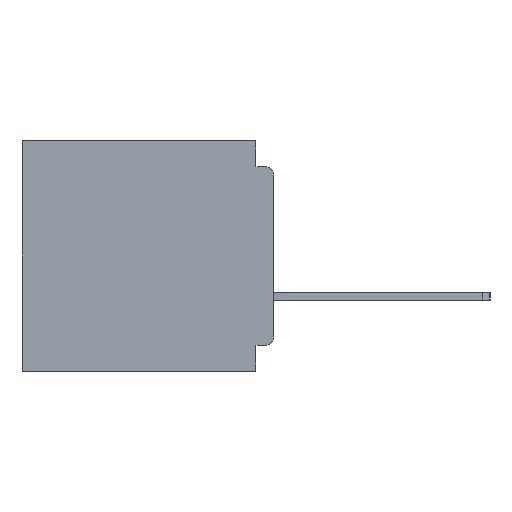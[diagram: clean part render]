
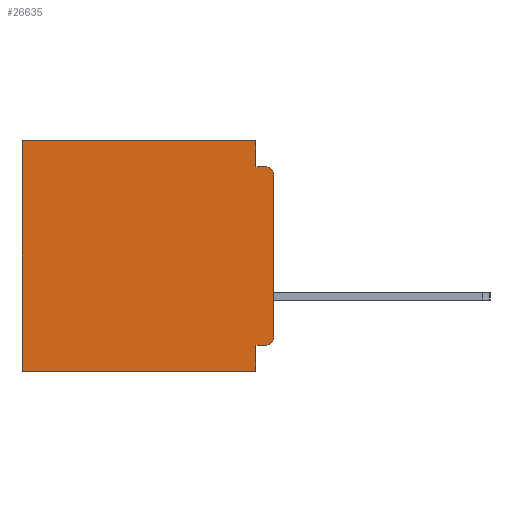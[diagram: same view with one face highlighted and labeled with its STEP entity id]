
A CAD part, left-side view. The second image highlights one B-rep face of the part: STEP entity #26635.
In plain terms, the highlighted planar face has unit normal (-1, 0, 0).
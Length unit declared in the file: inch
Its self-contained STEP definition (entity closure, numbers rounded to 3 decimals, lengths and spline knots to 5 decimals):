
#154 = VECTOR ( 'NONE', #32487, 39.37008 ) ;
#547 = EDGE_CURVE ( 'NONE', #12088, #21674, #14795, .T. ) ;
#710 = LINE ( 'NONE', #33881, #30649 ) ;
#1064 = ORIENTED_EDGE ( 'NONE', *, *, #1629, .T. ) ;
#1254 = CARTESIAN_POINT ( 'NONE',  ( 0.3, 0., -0.045 ) ) ;
#1629 = EDGE_CURVE ( 'NONE', #37001, #21674, #14242, .T. ) ;
#1651 = VERTEX_POINT ( 'NONE', #29350 ) ;
#1677 = AXIS2_PLACEMENT_3D ( 'NONE', #17916, #3383, #20924 ) ;
#1953 = VERTEX_POINT ( 'NONE', #21560 ) ;
#2044 = CARTESIAN_POINT ( 'NONE',  ( 0.3, 0.031, 0. ) ) ;
#2184 = CARTESIAN_POINT ( 'NONE',  ( 0.3, 0.015, -0.34 ) ) ;
#2761 = ORIENTED_EDGE ( 'NONE', *, *, #14133, .F. ) ;
#3383 = DIRECTION ( 'NONE',  ( 1., 0., 0. ) ) ;
#3545 = VERTEX_POINT ( 'NONE', #35918 ) ;
#3708 = DIRECTION ( 'NONE',  ( 0., 0., -1. ) ) ;
#3939 = DIRECTION ( 'NONE',  ( -1., 0., 0. ) ) ;
#4071 = CARTESIAN_POINT ( 'NONE',  ( 0.3, 0., -0.4 ) ) ;
#4083 = DIRECTION ( 'NONE',  ( 0., 0., -1. ) ) ;
#4665 = CARTESIAN_POINT ( 'NONE',  ( 0.3, 0.031, -0.045 ) ) ;
#4755 = VERTEX_POINT ( 'NONE', #22413 ) ;
#5190 = DIRECTION ( 'NONE',  ( 0., 0., -1. ) ) ;
#5545 = EDGE_CURVE ( 'NONE', #37001, #3545, #18566, .T. ) ;
#6456 = CARTESIAN_POINT ( 'NONE',  ( 0.3, 0.015, -0.06 ) ) ;
#6585 = VERTEX_POINT ( 'NONE', #31814 ) ;
#7078 = EDGE_CURVE ( 'NONE', #1953, #23537, #18906, .T. ) ;
#7133 = ORIENTED_EDGE ( 'NONE', *, *, #7078, .F. ) ;
#7841 = FACE_OUTER_BOUND ( 'NONE', #35529, .T. ) ;
#8137 = LINE ( 'NONE', #29605, #154 ) ;
#10166 = CARTESIAN_POINT ( 'NONE',  ( 0.3, 0., -0.355 ) ) ;
#10603 = VECTOR ( 'NONE', #23255, 39.37008 ) ;
#10932 = VECTOR ( 'NONE', #13226, 39.37008 ) ;
#11515 = CARTESIAN_POINT ( 'NONE',  ( 0.3, 0., -0.06 ) ) ;
#12088 = VERTEX_POINT ( 'NONE', #4665 ) ;
#13226 = DIRECTION ( 'NONE',  ( 0., 1., 0. ) ) ;
#13674 = CARTESIAN_POINT ( 'NONE',  ( 0.3, 0.015, -0.045 ) ) ;
#14121 = CARTESIAN_POINT ( 'NONE',  ( 0.3, 0., -0.4 ) ) ;
#14133 = EDGE_CURVE ( 'NONE', #6585, #12088, #30253, .T. ) ;
#14242 = CIRCLE ( 'NONE', #32838, 0.015 ) ;
#14795 = LINE ( 'NONE', #1254, #22755 ) ;
#16327 = LINE ( 'NONE', #10166, #23332 ) ;
#17619 = CARTESIAN_POINT ( 'NONE',  ( 0.3, 0.437, -0.4 ) ) ;
#17916 = CARTESIAN_POINT ( 'NONE',  ( 0.3, 0., -0.4 ) ) ;
#18566 = LINE ( 'NONE', #14121, #10603 ) ;
#18906 = LINE ( 'NONE', #4071, #10932 ) ;
#20633 = DIRECTION ( 'NONE',  ( 0., 0., -1. ) ) ;
#20924 = DIRECTION ( 'NONE',  ( 0., 0., -1. ) ) ;
#20998 = AXIS2_PLACEMENT_3D ( 'NONE', #2184, #23105, #5190 ) ;
#21560 = CARTESIAN_POINT ( 'NONE',  ( 0.3, 0.031, -0.4 ) ) ;
#21591 = EDGE_CURVE ( 'NONE', #4755, #1651, #16327, .T. ) ;
#21674 = VERTEX_POINT ( 'NONE', #13674 ) ;
#22413 = CARTESIAN_POINT ( 'NONE',  ( 0.3, 0.015, -0.355 ) ) ;
#22471 = ORIENTED_EDGE ( 'NONE', *, *, #34949, .F. ) ;
#22568 = LINE ( 'NONE', #17619, #28640 ) ;
#22755 = VECTOR ( 'NONE', #23056, 39.37008 ) ;
#22761 = CIRCLE ( 'NONE', #20998, 0.015 ) ;
#22968 = DIRECTION ( 'NONE',  ( 0., 0., -1. ) ) ;
#23056 = DIRECTION ( 'NONE',  ( 0., -1., 0. ) ) ;
#23105 = DIRECTION ( 'NONE',  ( -1., 0., 0. ) ) ;
#23255 = DIRECTION ( 'NONE',  ( 0., 0., -1. ) ) ;
#23332 = VECTOR ( 'NONE', #34063, 39.37008 ) ;
#23398 = ORIENTED_EDGE ( 'NONE', *, *, #27089, .T. ) ;
#23537 = VERTEX_POINT ( 'NONE', #30091 ) ;
#24596 = EDGE_CURVE ( 'NONE', #6585, #30587, #8137, .T. ) ;
#25212 = ORIENTED_EDGE ( 'NONE', *, *, #24596, .T. ) ;
#25318 = EDGE_CURVE ( 'NONE', #30587, #23537, #22568, .T. ) ;
#26564 = ORIENTED_EDGE ( 'NONE', *, *, #5545, .F. ) ;
#26627 = CARTESIAN_POINT ( 'NONE',  ( 0.3, 0.437, 0. ) ) ;
#26635 = ADVANCED_FACE ( 'NONE', ( #7841 ), #35804, .F. ) ;
#27089 = EDGE_CURVE ( 'NONE', #4755, #3545, #22761, .T. ) ;
#28640 = VECTOR ( 'NONE', #20633, 39.37008 ) ;
#29350 = CARTESIAN_POINT ( 'NONE',  ( 0.3, 0.031, -0.355 ) ) ;
#29605 = CARTESIAN_POINT ( 'NONE',  ( 0.3, 0., 0. ) ) ;
#30091 = CARTESIAN_POINT ( 'NONE',  ( 0.3, 0.437, -0.4 ) ) ;
#30253 = LINE ( 'NONE', #2044, #38174 ) ;
#30306 = ORIENTED_EDGE ( 'NONE', *, *, #25318, .T. ) ;
#30587 = VERTEX_POINT ( 'NONE', #26627 ) ;
#30649 = VECTOR ( 'NONE', #4083, 39.37008 ) ;
#31020 = ORIENTED_EDGE ( 'NONE', *, *, #21591, .F. ) ;
#31814 = CARTESIAN_POINT ( 'NONE',  ( 0.3, 0.031, 0. ) ) ;
#32487 = DIRECTION ( 'NONE',  ( 0., 1., 0. ) ) ;
#32838 = AXIS2_PLACEMENT_3D ( 'NONE', #6456, #3939, #3708 ) ;
#33881 = CARTESIAN_POINT ( 'NONE',  ( 0.3, 0.031, -0.4 ) ) ;
#34063 = DIRECTION ( 'NONE',  ( 0., 1., 0. ) ) ;
#34949 = EDGE_CURVE ( 'NONE', #1651, #1953, #710, .T. ) ;
#35529 = EDGE_LOOP ( 'NONE', ( #26564, #1064, #35638, #2761, #25212, #30306, #7133, #22471, #31020, #23398 ) ) ;
#35638 = ORIENTED_EDGE ( 'NONE', *, *, #547, .F. ) ;
#35804 = PLANE ( 'NONE',  #1677 ) ;
#35918 = CARTESIAN_POINT ( 'NONE',  ( 0.3, 0., -0.34 ) ) ;
#37001 = VERTEX_POINT ( 'NONE', #11515 ) ;
#38174 = VECTOR ( 'NONE', #22968, 39.37008 ) ;
